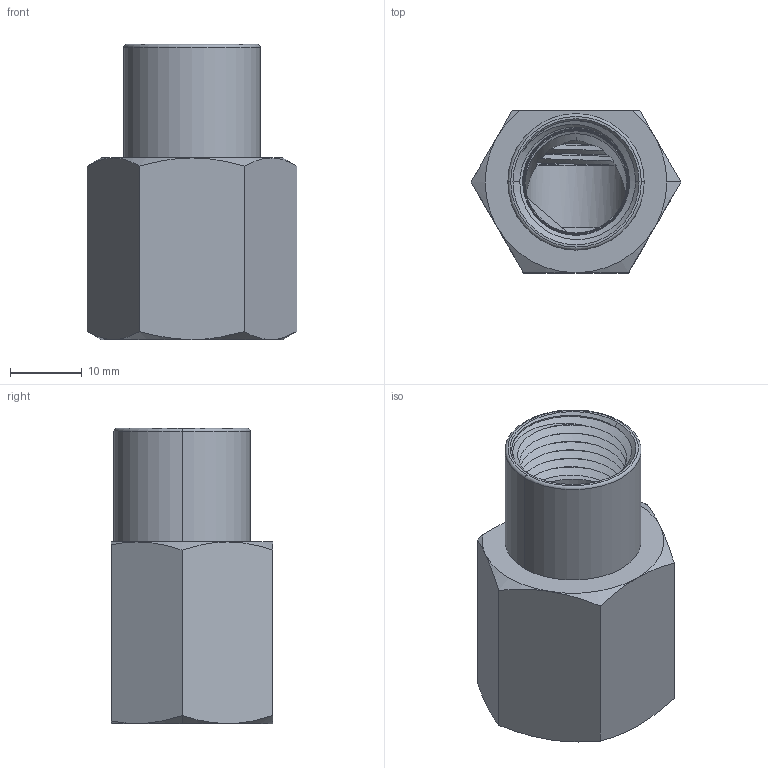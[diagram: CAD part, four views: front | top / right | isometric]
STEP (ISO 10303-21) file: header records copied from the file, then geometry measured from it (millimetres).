
FILE_DESCRIPTION (( 'STEP AP214' ), '1' );
FILE_NAME ('Hex Elbow (5021T16).step', '2023-01-06T00:23:50', ( '' ), ( '' ), 'SwSTEP 2.0', 'SolidWorks 2019', '' );
FILE_SCHEMA (( 'AUTOMOTIVE_DESIGN' ));
Length unit declared in the file: inch
Products named in the file (1): Hex Elbow (5021T16)
Bounding box: 29.33 x 22.64 x 41.27 mm (x, y, z)
Volume: 10261.7 mm3; surface area: 6275.6 mm2
Topology: 1 solids, 1 shells, 84 faces, 219 edges, 138 vertices
Faces by surface type: cone 52, plane 13, cylinder 9, bspline 8, torus 2
Entity records: 9297 total; most frequent: CARTESIAN_POINT 7465, ORIENTED_EDGE 436, DIRECTION 284, EDGE_CURVE 218, VERTEX_POINT 138, AXIS2_PLACEMENT_3D 120, B_SPLINE_CURVE_WITH_KNOTS 117, EDGE_LOOP 88
